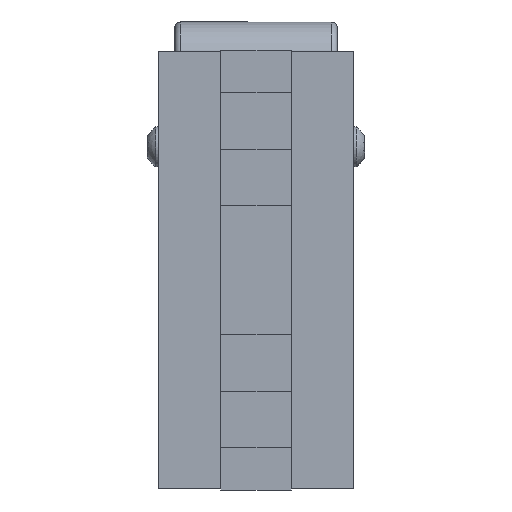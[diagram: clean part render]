
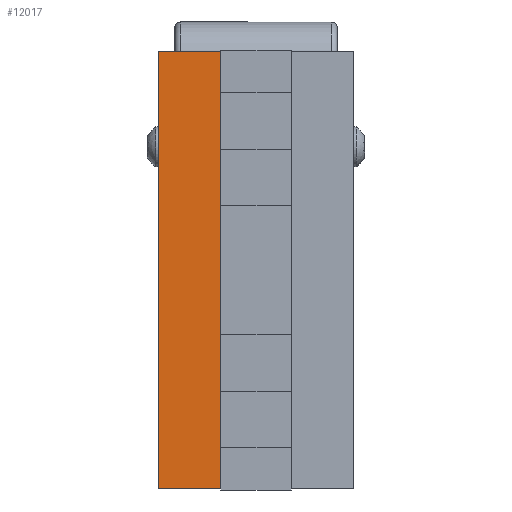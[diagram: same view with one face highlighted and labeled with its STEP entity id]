
A CAD part, front view. The second image highlights one B-rep face of the part: STEP entity #12017.
In plain terms, the highlighted planar face has unit normal (0, -1, 0).
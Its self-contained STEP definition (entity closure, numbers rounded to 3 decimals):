
#115 = LINE ( 'NONE', #37710, #8540 ) ;
#330 = LINE ( 'NONE', #3173, #7956 ) ;
#564 = CARTESIAN_POINT ( 'NONE',  ( -31., -69.5, 13.8 ) ) ;
#1629 = ORIENTED_EDGE ( 'NONE', *, *, #30426, .T. ) ;
#3173 = CARTESIAN_POINT ( 'NONE',  ( -31., -69.5, 5. ) ) ;
#4741 = VECTOR ( 'NONE', #38439, 1000. ) ;
#5825 = VERTEX_POINT ( 'NONE', #10882 ) ;
#7956 = VECTOR ( 'NONE', #27991, 1000. ) ;
#8149 = ORIENTED_EDGE ( 'NONE', *, *, #29429, .T. ) ;
#8540 = VECTOR ( 'NONE', #31210, 1000. ) ;
#10358 = CARTESIAN_POINT ( 'NONE',  ( -31., -69.5, 13.8 ) ) ;
#10882 = CARTESIAN_POINT ( 'NONE',  ( -31., -69.5, 13.8 ) ) ;
#11371 = VERTEX_POINT ( 'NONE', #32787 ) ;
#12017 = ADVANCED_FACE ( 'NONE', ( #25366 ), #21942, .F. ) ;
#16161 = ORIENTED_EDGE ( 'NONE', *, *, #19710, .F. ) ;
#16649 = EDGE_LOOP ( 'NONE', ( #8149, #1629, #16161, #36739 ) ) ;
#19710 = EDGE_CURVE ( 'NONE', #11371, #37299, #28979, .T. ) ;
#19983 = EDGE_CURVE ( 'NONE', #5825, #11371, #38030, .T. ) ;
#21942 = PLANE ( 'NONE',  #26256 ) ;
#22013 = CARTESIAN_POINT ( 'NONE',  ( 31., -69.5, 5. ) ) ;
#25366 = FACE_OUTER_BOUND ( 'NONE', #16649, .T. ) ;
#26256 = AXIS2_PLACEMENT_3D ( 'NONE', #564, #31277, #37776 ) ;
#26527 = CARTESIAN_POINT ( 'NONE',  ( 31., -69.5, 13.8 ) ) ;
#27991 = DIRECTION ( 'NONE',  ( 1., 0., 0. ) ) ;
#28979 = LINE ( 'NONE', #26527, #35894 ) ;
#29429 = EDGE_CURVE ( 'NONE', #5825, #33064, #115, .T. ) ;
#30426 = EDGE_CURVE ( 'NONE', #33064, #37299, #330, .T. ) ;
#31210 = DIRECTION ( 'NONE',  ( 0., 0., -1. ) ) ;
#31277 = DIRECTION ( 'NONE',  ( 0., 1., 0. ) ) ;
#31382 = CARTESIAN_POINT ( 'NONE',  ( -31., -69.5, 5. ) ) ;
#32787 = CARTESIAN_POINT ( 'NONE',  ( 31., -69.5, 13.8 ) ) ;
#33064 = VERTEX_POINT ( 'NONE', #31382 ) ;
#35894 = VECTOR ( 'NONE', #38116, 1000. ) ;
#36739 = ORIENTED_EDGE ( 'NONE', *, *, #19983, .F. ) ;
#37299 = VERTEX_POINT ( 'NONE', #22013 ) ;
#37710 = CARTESIAN_POINT ( 'NONE',  ( -31., -69.5, 13.8 ) ) ;
#37776 = DIRECTION ( 'NONE',  ( 0., 0., 1. ) ) ;
#38030 = LINE ( 'NONE', #10358, #4741 ) ;
#38116 = DIRECTION ( 'NONE',  ( 0., 0., -1. ) ) ;
#38439 = DIRECTION ( 'NONE',  ( 1., 0., 0. ) ) ;
